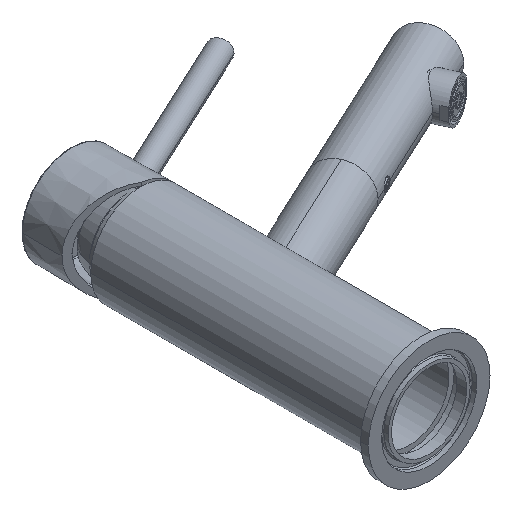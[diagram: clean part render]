
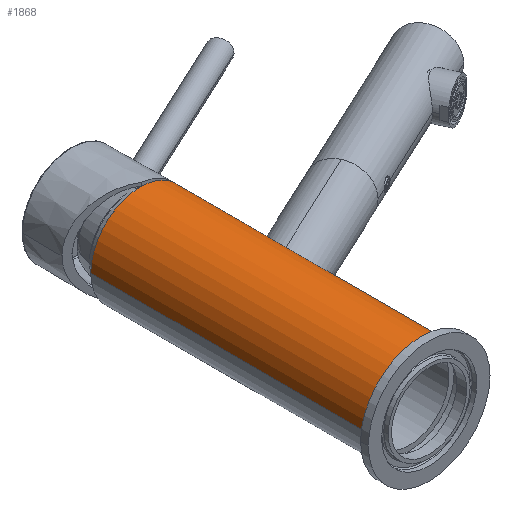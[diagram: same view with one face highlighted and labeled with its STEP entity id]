
A CAD part, isometric view. The second image highlights one B-rep face of the part: STEP entity #1868.
In plain terms, the highlighted cylindrical face has radius 22.5 mm (diameter 45 mm), a partial arc.
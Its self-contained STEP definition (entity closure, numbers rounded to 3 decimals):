
#38=CARTESIAN_POINT('',(0.,0.,0.));
#39=DIRECTION('',(0.,1.,0.));
#40=DIRECTION('',(-1.,0.,0.));
#41=AXIS2_PLACEMENT_3D('',#38,#39,#40);
#62=CARTESIAN_POINT('',(22.5,92.537,0.));
#81=CARTESIAN_POINT('',(22.5,71.463,0.));
#86=DIRECTION('',(0.,1.,0.));
#87=VECTOR('',#86,34.463);
#88=CARTESIAN_POINT('',(22.5,92.537,0.));
#89=LINE('',#88,#87);
#93=DIRECTION('',(0.,1.,0.));
#94=VECTOR('',#93,71.463);
#95=CARTESIAN_POINT('',(22.5,0.,0.));
#96=LINE('',#95,#94);
#114=CARTESIAN_POINT('',(22.5,71.463,0.));
#115=CARTESIAN_POINT('',(22.5,71.463,0.621));
#116=CARTESIAN_POINT('',(22.449,71.57,1.845));
#117=CARTESIAN_POINT('',(22.226,72.06,3.645));
#118=CARTESIAN_POINT('',(21.887,72.867,5.299));
#119=CARTESIAN_POINT('',(21.48,73.973,6.745));
#120=CARTESIAN_POINT('',(21.07,75.331,7.92));
#121=CARTESIAN_POINT('',(20.715,76.907,8.793));
#122=CARTESIAN_POINT('',(20.471,78.598,9.34));
#123=CARTESIAN_POINT('',(20.353,80.447,9.591));
#124=CARTESIAN_POINT('',(20.387,82.45,9.521));
#125=CARTESIAN_POINT('',(20.586,84.556,9.088));
#126=CARTESIAN_POINT('',(20.911,86.554,8.324));
#127=CARTESIAN_POINT('',(21.306,88.373,7.267));
#128=CARTESIAN_POINT('',(21.691,89.863,6.031));
#129=CARTESIAN_POINT('',(22.028,91.037,4.657));
#130=CARTESIAN_POINT('',(22.288,91.88,3.204));
#131=CARTESIAN_POINT('',(22.461,92.417,1.623));
#132=CARTESIAN_POINT('',(22.5,92.537,0.547));
#133=CARTESIAN_POINT('',(22.5,92.537,0.));
#138=DIRECTION('',(0.,1.,0.));
#139=VECTOR('',#138,127.);
#140=CARTESIAN_POINT('',(-22.5,0.,0.));
#141=LINE('',#140,#139);
#153=CARTESIAN_POINT('',(0.,127.,0.));
#154=DIRECTION('',(0.,1.,0.));
#155=DIRECTION('',(-1.,0.,0.));
#156=AXIS2_PLACEMENT_3D('',#153,#154,#155);
#1580=CARTESIAN_POINT('',(22.5,0.,0.));
#1581=CARTESIAN_POINT('',(-22.5,0.,0.));
#1582=VERTEX_POINT('',#1580);
#1583=VERTEX_POINT('',#1581);
#1584=CARTESIAN_POINT('',(22.5,127.,0.));
#1585=CARTESIAN_POINT('',(-22.5,127.,0.));
#1586=VERTEX_POINT('',#1584);
#1587=VERTEX_POINT('',#1585);
#1628=VERTEX_POINT('',#62);
#1629=VERTEX_POINT('',#81);
#1854=CARTESIAN_POINT('',(0.,0.,0.));
#1855=DIRECTION('',(0.,1.,0.));
#1856=DIRECTION('',(1.,0.,0.));
#1857=AXIS2_PLACEMENT_3D('',#1854,#1855,#1856);
#1858=CYLINDRICAL_SURFACE('',#1857,22.5);
#1859=ORIENTED_EDGE('',*,*,#1845,.F.);
#1860=ORIENTED_EDGE('',*,*,#1820,.F.);
#1861=ORIENTED_EDGE('',*,*,#1795,.F.);
#1862=ORIENTED_EDGE('',*,*,#1817,.T.);
#1864=ORIENTED_EDGE('',*,*,#1863,.T.);
#1865=ORIENTED_EDGE('',*,*,#1813,.F.);
#1866=EDGE_LOOP('',(#1859,#1860,#1861,#1862,#1864,#1865));
#1867=FACE_OUTER_BOUND('',#1866,.F.);
#1868=ADVANCED_FACE('',(#1867),#1858,.T.);
#42=CIRCLE('',#41,22.5);
#134=B_SPLINE_CURVE_WITH_KNOTS('',3,(#114,#115,#116,#117,#118,#119,#120,#121,
#122,#123,#124,#125,#126,#127,#128,#129,#130,#131,#132,#133),.UNSPECIFIED.,.F.,
.F.,(4,1,1,1,1,1,1,1,1,1,1,1,1,1,1,1,1,4),(0.,0.059,
0.118,0.176,0.235,0.294,
0.353,0.412,0.471,0.529,
0.588,0.647,0.706,0.765,
0.824,0.882,0.941,1.),.UNSPECIFIED.);
#157=CIRCLE('',#156,22.5);
#1795=EDGE_CURVE('',#1583,#1582,#42,.T.);
#1813=EDGE_CURVE('',#1628,#1586,#89,.T.);
#1817=EDGE_CURVE('',#1583,#1587,#141,.T.);
#1820=EDGE_CURVE('',#1582,#1629,#96,.T.);
#1845=EDGE_CURVE('',#1629,#1628,#134,.T.);
#1863=EDGE_CURVE('',#1587,#1586,#157,.T.);
